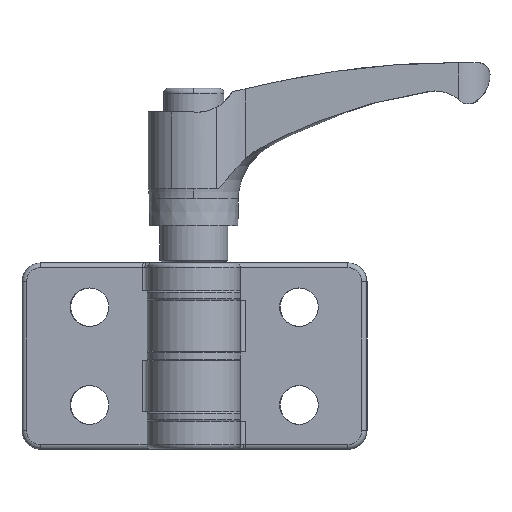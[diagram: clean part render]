
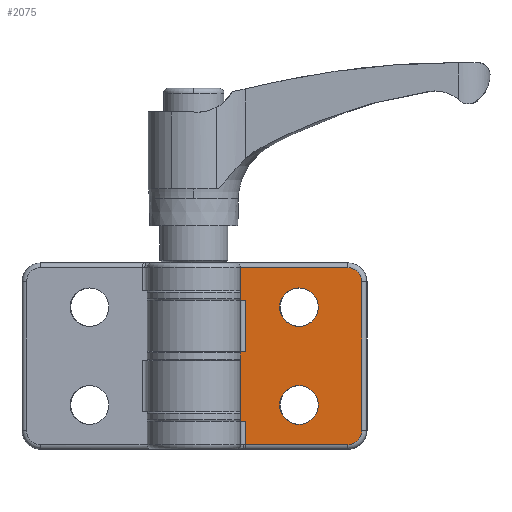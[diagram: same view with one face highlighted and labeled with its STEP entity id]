
A CAD part, front view. The second image highlights one B-rep face of the part: STEP entity #2075.
In plain terms, the highlighted face is planar.
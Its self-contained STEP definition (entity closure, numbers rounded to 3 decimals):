
#67=FACE_BOUND($,#700,.T.);
#68=FACE_BOUND($,#701,.T.);
#69=FACE_BOUND($,#702,.T.);
#121=PLANE($,#2321);
#290=LINE($,#3886,#430);
#294=LINE($,#3895,#434);
#297=LINE($,#3923,#437);
#298=LINE($,#3931,#438);
#299=LINE($,#3937,#439);
#301=LINE($,#3942,#441);
#302=LINE($,#3944,#442);
#303=LINE($,#3945,#443);
#304=LINE($,#3947,#444);
#305=LINE($,#3948,#445);
#430=VECTOR($,#2889,11.);
#434=VECTOR($,#2897,5.);
#437=VECTOR($,#2914,22.);
#438=VECTOR($,#2925,32.);
#439=VECTOR($,#2934,24.383);
#441=VECTOR($,#2940,2.383);
#442=VECTOR($,#2941,15.);
#443=VECTOR($,#2942,2.383);
#444=VECTOR($,#2943,7.);
#445=VECTOR($,#2944,2.383);
#700=EDGE_LOOP($,(#1883));
#701=EDGE_LOOP($,(#1884));
#702=EDGE_LOOP($,(#1885,#1886,#1887,#1888,#1889,#1890,#1891,#1892,#1893,
#1894,#1895,#1896));
#840=CIRCLE($,#2281,4.15);
#841=CIRCLE($,#2283,4.15);
#858=CIRCLE($,#2313,3.);
#861=CIRCLE($,#2318,3.);
#1031=VERTEX_POINT($,#3821);
#1032=VERTEX_POINT($,#3824);
#1037=VERTEX_POINT($,#3867);
#1040=VERTEX_POINT($,#3879);
#1043=VERTEX_POINT($,#3884);
#1046=VERTEX_POINT($,#3894);
#1048=VERTEX_POINT($,#3902);
#1050=VERTEX_POINT($,#3921);
#1051=VERTEX_POINT($,#3925);
#1052=VERTEX_POINT($,#3929);
#1053=VERTEX_POINT($,#3933);
#1054=VERTEX_POINT($,#3941);
#1055=VERTEX_POINT($,#3943);
#1056=VERTEX_POINT($,#3946);
#1299=EDGE_CURVE($,#1031,#1031,#840,.T.);
#1300=EDGE_CURVE($,#1032,#1032,#841,.T.);
#1318=EDGE_CURVE($,#1043,#1040,#290,.T.);
#1322=EDGE_CURVE($,#1037,#1046,#294,.T.);
#1330=EDGE_CURVE($,#1050,#1037,#297,.T.);
#1332=EDGE_CURVE($,#1051,#1050,#858,.T.);
#1334=EDGE_CURVE($,#1052,#1051,#298,.T.);
#1336=EDGE_CURVE($,#1053,#1052,#861,.T.);
#1337=EDGE_CURVE($,#1048,#1053,#299,.T.);
#1339=EDGE_CURVE($,#1054,#1043,#301,.T.);
#1340=EDGE_CURVE($,#1055,#1054,#302,.T.);
#1341=EDGE_CURVE($,#1055,#1046,#303,.T.);
#1342=EDGE_CURVE($,#1056,#1048,#304,.T.);
#1343=EDGE_CURVE($,#1056,#1040,#305,.T.);
#1883=ORIENTED_EDGE($,*,*,#1299,.T.);
#1884=ORIENTED_EDGE($,*,*,#1300,.T.);
#1885=ORIENTED_EDGE($,*,*,#1339,.F.);
#1886=ORIENTED_EDGE($,*,*,#1340,.F.);
#1887=ORIENTED_EDGE($,*,*,#1341,.T.);
#1888=ORIENTED_EDGE($,*,*,#1322,.F.);
#1889=ORIENTED_EDGE($,*,*,#1330,.F.);
#1890=ORIENTED_EDGE($,*,*,#1332,.F.);
#1891=ORIENTED_EDGE($,*,*,#1334,.F.);
#1892=ORIENTED_EDGE($,*,*,#1336,.F.);
#1893=ORIENTED_EDGE($,*,*,#1337,.F.);
#1894=ORIENTED_EDGE($,*,*,#1342,.F.);
#1895=ORIENTED_EDGE($,*,*,#1343,.T.);
#1896=ORIENTED_EDGE($,*,*,#1318,.F.);
#2075=ADVANCED_FACE($,(#67,#68,#69),#121,.T.);
#2281=AXIS2_PLACEMENT_3D($,#3822,#2841,#2842);
#2283=AXIS2_PLACEMENT_3D($,#3825,#2845,#2846);
#2313=AXIS2_PLACEMENT_3D($,#3927,#2919,#2920);
#2318=AXIS2_PLACEMENT_3D($,#3935,#2930,#2931);
#2321=AXIS2_PLACEMENT_3D($,#3940,#2938,#2939);
#2841=DIRECTION('center_axis',(0.,-1.,0.));
#2842=DIRECTION('ref_axis',(1.,0.,0.));
#2845=DIRECTION('center_axis',(0.,-1.,0.));
#2846=DIRECTION('ref_axis',(1.,0.,0.));
#2889=DIRECTION($,(0.,0.,-1.));
#2897=DIRECTION($,(0.,0.,-1.));
#2914=DIRECTION($,(-1.,0.,0.));
#2919=DIRECTION('center_axis',(0.,-1.,0.));
#2920=DIRECTION('ref_axis',(0.707,0.,0.707));
#2925=DIRECTION($,(0.,0.,1.));
#2930=DIRECTION('center_axis',(0.,-1.,0.));
#2931=DIRECTION('ref_axis',(0.707,0.,-0.707));
#2934=DIRECTION($,(1.,0.,0.));
#2938=DIRECTION('center_axis',(0.,1.,0.));
#2939=DIRECTION('ref_axis',(0.,0.,1.));
#2940=DIRECTION($,(1.,0.,0.));
#2941=DIRECTION($,(0.,0.,-1.));
#2942=DIRECTION($,(1.,0.,0.));
#2943=DIRECTION($,(0.,0.,-1.));
#2944=DIRECTION($,(1.,0.,0.));
#3821=CARTESIAN_POINT('',(20.221,-3.98,30.5));
#3822=CARTESIAN_POINT('Origin',(24.371,-3.98,30.5));
#3824=CARTESIAN_POINT('',(20.221,-3.98,9.5));
#3825=CARTESIAN_POINT('Origin',(24.371,-3.98,9.5));
#3867=CARTESIAN_POINT('',(12.871,-3.98,39.));
#3879=CARTESIAN_POINT('',(12.871,-3.98,8.));
#3884=CARTESIAN_POINT('',(12.871,-3.98,19.));
#3886=CARTESIAN_POINT($,(12.871,-3.98,0.));
#3894=CARTESIAN_POINT('',(12.871,-3.98,34.));
#3895=CARTESIAN_POINT($,(12.871,-3.98,0.));
#3902=CARTESIAN_POINT('',(10.488,-3.98,1.));
#3921=CARTESIAN_POINT('',(34.871,-3.98,39.));
#3923=CARTESIAN_POINT($,(13.11,-3.98,39.));
#3925=CARTESIAN_POINT('',(37.871,-3.98,36.));
#3927=CARTESIAN_POINT('Origin',(34.871,-3.98,36.));
#3929=CARTESIAN_POINT('',(37.871,-3.98,4.));
#3931=CARTESIAN_POINT($,(37.871,-3.98,0.));
#3933=CARTESIAN_POINT('',(34.871,-3.98,1.));
#3935=CARTESIAN_POINT('Origin',(34.871,-3.98,4.));
#3937=CARTESIAN_POINT($,(13.11,-3.98,1.));
#3940=CARTESIAN_POINT('Origin',(11.871,-3.98,0.));
#3941=CARTESIAN_POINT('',(10.488,-3.98,19.));
#3942=CARTESIAN_POINT($,(10.488,-3.98,19.));
#3943=CARTESIAN_POINT('',(10.488,-3.98,34.));
#3944=CARTESIAN_POINT($,(10.488,-3.98,34.));
#3945=CARTESIAN_POINT($,(7.442,-3.98,34.));
#3946=CARTESIAN_POINT('',(10.488,-3.98,8.));
#3947=CARTESIAN_POINT($,(10.488,-3.98,8.));
#3948=CARTESIAN_POINT($,(7.274,-3.98,8.));
